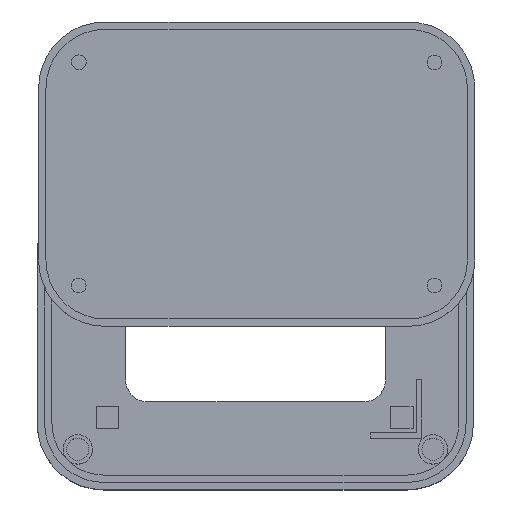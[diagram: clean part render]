
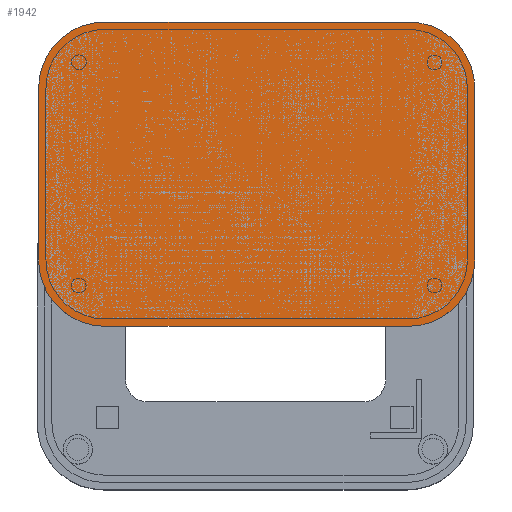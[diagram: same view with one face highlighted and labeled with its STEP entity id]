
A CAD part, top view. The second image highlights one B-rep face of the part: STEP entity #1942.
In plain terms, the highlighted planar face has unit normal (0, 0, 1).
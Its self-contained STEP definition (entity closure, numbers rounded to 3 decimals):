
#182=FACE_OUTER_BOUND('',#318,.T.);
#318=EDGE_LOOP('',(#1685,#1686,#1687,#1688,#1689,#1690,#1691,#1692));
#497=LINE('',#3186,#689);
#502=LINE('',#3200,#694);
#506=LINE('',#3212,#698);
#510=LINE('',#3224,#702);
#689=VECTOR('',#2607,10.);
#694=VECTOR('',#2620,10.);
#698=VECTOR('',#2632,10.);
#702=VECTOR('',#2644,10.);
#773=CIRCLE('',#2122,9.);
#775=CIRCLE('',#2126,9.);
#777=CIRCLE('',#2130,9.);
#779=CIRCLE('',#2134,9.);
#933=VERTEX_POINT('',#3184);
#934=VERTEX_POINT('',#3185);
#937=VERTEX_POINT('',#3193);
#939=VERTEX_POINT('',#3199);
#941=VERTEX_POINT('',#3205);
#943=VERTEX_POINT('',#3211);
#945=VERTEX_POINT('',#3217);
#947=VERTEX_POINT('',#3223);
#1177=EDGE_CURVE('',#933,#934,#497,.T.);
#1181=EDGE_CURVE('',#937,#934,#773,.T.);
#1184=EDGE_CURVE('',#937,#939,#502,.T.);
#1187=EDGE_CURVE('',#941,#939,#775,.T.);
#1190=EDGE_CURVE('',#941,#943,#506,.T.);
#1193=EDGE_CURVE('',#945,#943,#777,.T.);
#1196=EDGE_CURVE('',#945,#947,#510,.T.);
#1199=EDGE_CURVE('',#933,#947,#779,.T.);
#1685=ORIENTED_EDGE('',*,*,#1199,.F.);
#1686=ORIENTED_EDGE('',*,*,#1177,.T.);
#1687=ORIENTED_EDGE('',*,*,#1181,.F.);
#1688=ORIENTED_EDGE('',*,*,#1184,.T.);
#1689=ORIENTED_EDGE('',*,*,#1187,.F.);
#1690=ORIENTED_EDGE('',*,*,#1190,.T.);
#1691=ORIENTED_EDGE('',*,*,#1193,.F.);
#1692=ORIENTED_EDGE('',*,*,#1196,.T.);
#1832=PLANE('',#2137);
#1942=ADVANCED_FACE('',(#182),#1832,.F.);
#2122=AXIS2_PLACEMENT_3D('',#3194,#2613,#2614);
#2126=AXIS2_PLACEMENT_3D('',#3206,#2625,#2626);
#2130=AXIS2_PLACEMENT_3D('',#3218,#2637,#2638);
#2134=AXIS2_PLACEMENT_3D('',#3229,#2649,#2650);
#2137=AXIS2_PLACEMENT_3D('',#3232,#2655,#2656);
#2607=DIRECTION('',(-1.,0.,0.));
#2613=DIRECTION('center_axis',(0.,0.,-1.));
#2614=DIRECTION('ref_axis',(-1.,0.,0.));
#2620=DIRECTION('',(0.,-1.,0.));
#2625=DIRECTION('center_axis',(0.,0.,-1.));
#2626=DIRECTION('ref_axis',(0.,-1.,0.));
#2632=DIRECTION('',(1.,0.,0.));
#2637=DIRECTION('center_axis',(0.,0.,-1.));
#2638=DIRECTION('ref_axis',(1.,0.,0.));
#2644=DIRECTION('',(0.,1.,0.));
#2649=DIRECTION('center_axis',(0.,0.,-1.));
#2650=DIRECTION('ref_axis',(0.,1.,0.));
#2655=DIRECTION('center_axis',(0.,0.,-1.));
#2656=DIRECTION('ref_axis',(-1.,0.,0.));
#3184=CARTESIAN_POINT('',(42.38,30.13,48.931));
#3185=CARTESIAN_POINT('',(1.18,30.13,48.931));
#3186=CARTESIAN_POINT('',(42.38,30.13,48.931));
#3193=CARTESIAN_POINT('',(-7.82,21.13,48.931));
#3194=CARTESIAN_POINT('Origin',(1.18,21.13,48.931));
#3199=CARTESIAN_POINT('',(-7.82,-2.17,48.931));
#3200=CARTESIAN_POINT('',(-7.82,21.13,48.931));
#3205=CARTESIAN_POINT('',(1.18,-11.17,48.931));
#3206=CARTESIAN_POINT('Origin',(1.18,-2.17,48.931));
#3211=CARTESIAN_POINT('',(42.38,-11.17,48.931));
#3212=CARTESIAN_POINT('',(1.18,-11.17,48.931));
#3217=CARTESIAN_POINT('',(51.38,-2.17,48.931));
#3218=CARTESIAN_POINT('Origin',(42.38,-2.17,48.931));
#3223=CARTESIAN_POINT('',(51.38,21.13,48.931));
#3224=CARTESIAN_POINT('',(51.38,-2.17,48.931));
#3229=CARTESIAN_POINT('Origin',(42.38,21.13,48.931));
#3232=CARTESIAN_POINT('Origin',(21.78,9.48,48.931));
